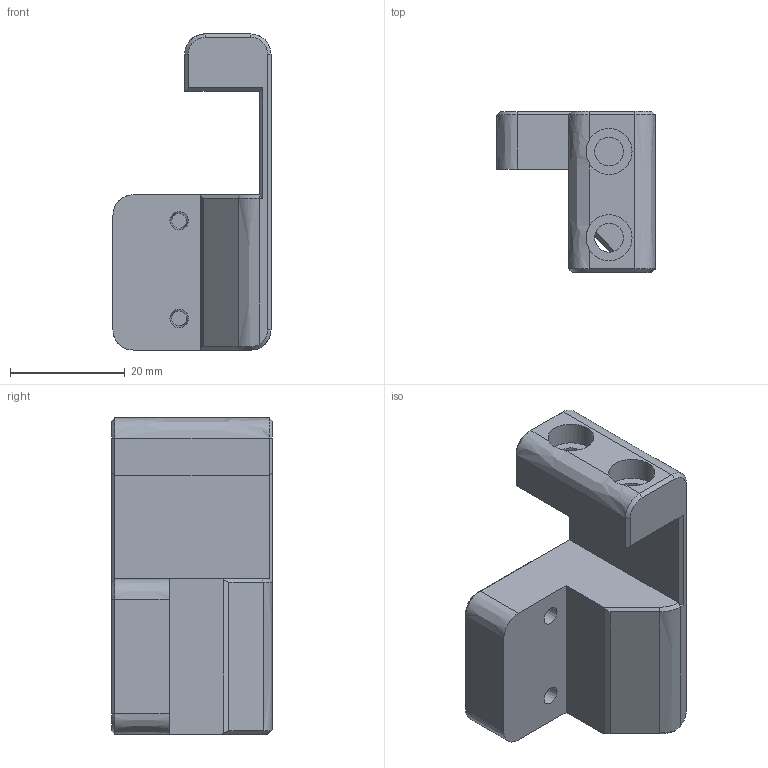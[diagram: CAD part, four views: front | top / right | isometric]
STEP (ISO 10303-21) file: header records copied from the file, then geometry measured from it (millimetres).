
FILE_DESCRIPTION(/* description */ (''),/* implementation_level */ '2;1');
FILE_NAME(/* name */ 'Encoder Mount.step',/* time_stamp */ '2024-01-19T23:54:38+01:00',/* author */ (''),/* organization */ (''),/* preprocessor_version */ 'ST-DEVELOPER v20',/* originating_system */ 'Autodesk Translation Framework v12.14.0.127',/* authorisation */ '');
FILE_SCHEMA (('AUTOMOTIVE_DESIGN { 1 0 10303 214 3 1 1 }'));
Length unit declared in the file: millimetre
Products named in the file (1): Encoder Mount
Bounding box: 27.5 x 28 x 55 mm (x, y, z)
Volume: 16613.8 mm3; surface area: 6596.2 mm2
Topology: 1 solids, 1 shells, 61 faces, 143 edges, 86 vertices
Faces by surface type: plane 34, bspline 19, cylinder 6, cone 2
Full cylindrical faces by diameter (mm): 2.6 x2, 5 x2, 8 x2
Entity records: 2158 total; most frequent: CARTESIAN_POINT 870, ORIENTED_EDGE 286, DIRECTION 197, EDGE_CURVE 143, VERTEX_POINT 86, LINE 83, VECTOR 83, EDGE_LOOP 67
